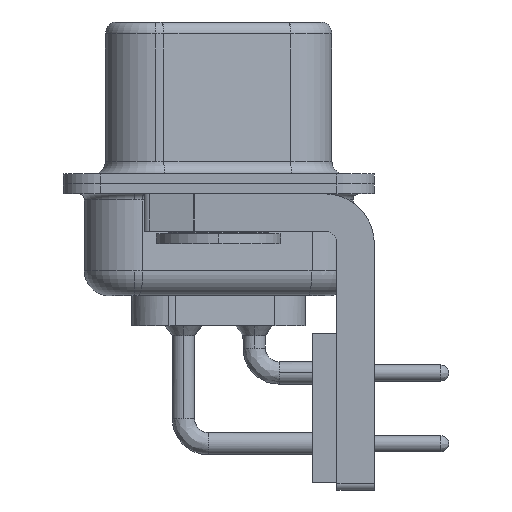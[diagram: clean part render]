
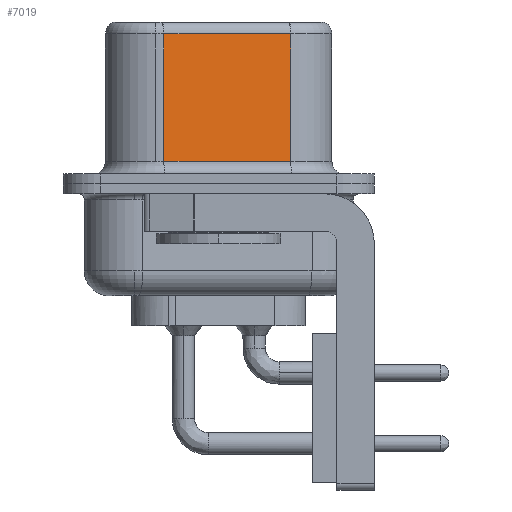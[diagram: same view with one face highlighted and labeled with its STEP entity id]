
A CAD part, left-side view. The second image highlights one B-rep face of the part: STEP entity #7019.
In plain terms, the highlighted planar face has unit normal (-0.985, -0.174, 0).
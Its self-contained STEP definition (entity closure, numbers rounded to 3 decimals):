
#93 = EDGE_LOOP ( 'NONE', ( #4916, #23238, #7274, #10126 ) ) ;
#1735 = EDGE_CURVE ( 'NONE', #13660, #11789, #17197, .T. ) ;
#2344 = CARTESIAN_POINT ( 'NONE',  ( 4.58, -2.897, 0.9 ) ) ;
#4698 = LINE ( 'NONE', #2344, #5541 ) ;
#4916 = ORIENTED_EDGE ( 'NONE', *, *, #1735, .F. ) ;
#5541 = VECTOR ( 'NONE', #23405, 1000. ) ;
#5594 = VECTOR ( 'NONE', #7557, 1000. ) ;
#7019 = ADVANCED_FACE ( 'NONE', ( #24772 ), #9802, .F. ) ;
#7274 = ORIENTED_EDGE ( 'NONE', *, *, #13128, .T. ) ;
#7557 = DIRECTION ( 'NONE',  ( -0.174, 0.985, 0. ) ) ;
#8293 = DIRECTION ( 'NONE',  ( 0., 0., -1. ) ) ;
#8900 = CARTESIAN_POINT ( 'NONE',  ( 4.58, -2.897, 6.52 ) ) ;
#9802 = PLANE ( 'NONE',  #28824 ) ;
#9837 = EDGE_CURVE ( 'NONE', #13660, #24454, #31142, .T. ) ;
#10126 = ORIENTED_EDGE ( 'NONE', *, *, #11675, .T. ) ;
#11675 = EDGE_CURVE ( 'NONE', #33635, #11789, #4698, .T. ) ;
#11789 = VERTEX_POINT ( 'NONE', #26345 ) ;
#12490 = DIRECTION ( 'NONE',  ( -0.174, 0.985, 0. ) ) ;
#13128 = EDGE_CURVE ( 'NONE', #24454, #33635, #21168, .T. ) ;
#13660 = VERTEX_POINT ( 'NONE', #22148 ) ;
#16378 = VECTOR ( 'NONE', #8293, 1000. ) ;
#17197 = LINE ( 'NONE', #8900, #16378 ) ;
#17617 = CARTESIAN_POINT ( 'NONE',  ( 4.58, -2.897, 6.52 ) ) ;
#20304 = CARTESIAN_POINT ( 'NONE',  ( 3.68, 2.203, 0.9 ) ) ;
#21168 = LINE ( 'NONE', #32693, #26436 ) ;
#22148 = CARTESIAN_POINT ( 'NONE',  ( 4.58, -2.897, 6.02 ) ) ;
#23238 = ORIENTED_EDGE ( 'NONE', *, *, #9837, .T. ) ;
#23349 = CARTESIAN_POINT ( 'NONE',  ( 4.58, -2.897, 6.02 ) ) ;
#23405 = DIRECTION ( 'NONE',  ( 0.174, -0.985, 0. ) ) ;
#24454 = VERTEX_POINT ( 'NONE', #31548 ) ;
#24772 = FACE_OUTER_BOUND ( 'NONE', #93, .T. ) ;
#26345 = CARTESIAN_POINT ( 'NONE',  ( 4.58, -2.897, 0.9 ) ) ;
#26436 = VECTOR ( 'NONE', #27279, 1000. ) ;
#27279 = DIRECTION ( 'NONE',  ( 0., 0., -1. ) ) ;
#28181 = DIRECTION ( 'NONE',  ( 0.985, 0.174, 0. ) ) ;
#28824 = AXIS2_PLACEMENT_3D ( 'NONE', #17617, #28181, #12490 ) ;
#31142 = LINE ( 'NONE', #23349, #5594 ) ;
#31548 = CARTESIAN_POINT ( 'NONE',  ( 3.68, 2.203, 6.02 ) ) ;
#32693 = CARTESIAN_POINT ( 'NONE',  ( 3.68, 2.203, 6.52 ) ) ;
#33635 = VERTEX_POINT ( 'NONE', #20304 ) ;
